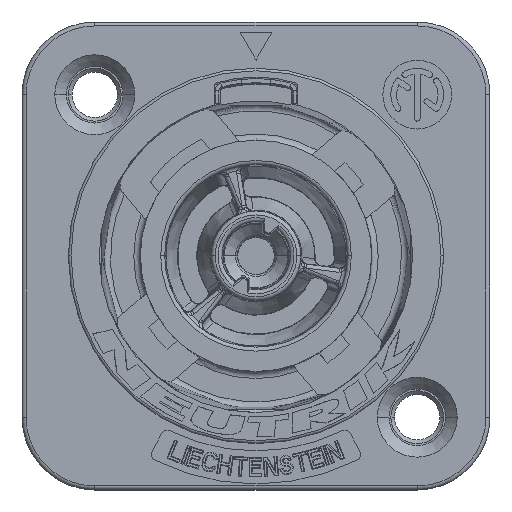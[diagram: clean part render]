
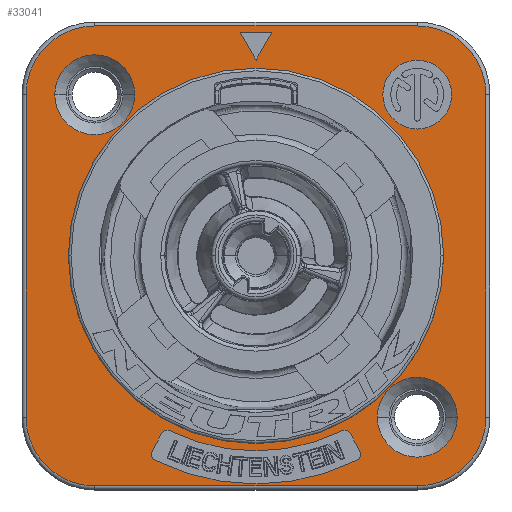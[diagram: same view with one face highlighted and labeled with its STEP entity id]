
A CAD part, top view. The second image highlights one B-rep face of the part: STEP entity #33041.
In plain terms, the highlighted planar face has unit normal (0, 0, 1).
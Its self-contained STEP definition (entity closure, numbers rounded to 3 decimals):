
#3885=CARTESIAN_POINT('',(12.2,-12.2,4.5));
#3886=DIRECTION('',(0.,0.,1.));
#3887=DIRECTION('',(0.,-1.,0.));
#3888=AXIS2_PLACEMENT_3D('',#3885,#3886,#3887);
#3890=DIRECTION('',(1.,0.,0.));
#3891=VECTOR('',#3890,24.4);
#3892=CARTESIAN_POINT('',(-12.2,-17.4,4.5));
#3893=LINE('',#3892,#3891);
#3894=CARTESIAN_POINT('',(-12.2,-12.2,4.5));
#3895=DIRECTION('',(0.,0.,1.));
#3896=DIRECTION('',(-1.,0.,0.));
#3897=AXIS2_PLACEMENT_3D('',#3894,#3895,#3896);
#3899=DIRECTION('',(0.,-1.,0.));
#3900=VECTOR('',#3899,24.4);
#3901=CARTESIAN_POINT('',(-17.4,12.2,4.5));
#3902=LINE('',#3901,#3900);
#3903=CARTESIAN_POINT('',(-12.2,12.2,4.5));
#3904=DIRECTION('',(0.,0.,1.));
#3905=DIRECTION('',(0.,1.,0.));
#3906=AXIS2_PLACEMENT_3D('',#3903,#3904,#3905);
#3908=DIRECTION('',(-1.,0.,0.));
#3909=VECTOR('',#3908,24.4);
#3910=CARTESIAN_POINT('',(12.2,17.4,4.5));
#3911=LINE('',#3910,#3909);
#3912=CARTESIAN_POINT('',(12.2,12.2,4.5));
#3913=DIRECTION('',(0.,0.,1.));
#3914=DIRECTION('',(1.,0.,0.));
#3915=AXIS2_PLACEMENT_3D('',#3912,#3913,#3914);
#3917=DIRECTION('',(0.,1.,0.));
#3918=VECTOR('',#3917,24.4);
#3919=CARTESIAN_POINT('',(17.4,-12.2,4.5));
#3920=LINE('',#3919,#3918);
#3921=CARTESIAN_POINT('',(0.,0.,4.5));
#3922=DIRECTION('',(0.,0.,-1.));
#3923=DIRECTION('',(-1.,0.,0.));
#3924=AXIS2_PLACEMENT_3D('',#3921,#3922,#3923);
#3926=CARTESIAN_POINT('',(0.,0.,4.5));
#3927=DIRECTION('',(0.,0.,1.));
#3928=DIRECTION('',(-1.,0.,0.));
#3929=AXIS2_PLACEMENT_3D('',#3926,#3927,#3928);
#3931=CARTESIAN_POINT('',(-12.2,12.2,4.5));
#3932=DIRECTION('',(0.,0.,1.));
#3933=DIRECTION('',(1.,0.,0.));
#3934=AXIS2_PLACEMENT_3D('',#3931,#3932,#3933);
#3936=CARTESIAN_POINT('',(-12.2,12.2,4.5));
#3937=DIRECTION('',(0.,0.,1.));
#3938=DIRECTION('',(-1.,0.,0.));
#3939=AXIS2_PLACEMENT_3D('',#3936,#3937,#3938);
#3941=CARTESIAN_POINT('',(12.2,-12.2,4.5));
#3942=DIRECTION('',(0.,0.,1.));
#3943=DIRECTION('',(1.,0.,0.));
#3944=AXIS2_PLACEMENT_3D('',#3941,#3942,#3943);
#3946=CARTESIAN_POINT('',(12.2,-12.2,4.5));
#3947=DIRECTION('',(0.,0.,1.));
#3948=DIRECTION('',(-1.,0.,0.));
#3949=AXIS2_PLACEMENT_3D('',#3946,#3947,#3948);
#3951=DIRECTION('',(0.5,-0.866,0.));
#3952=VECTOR('',#3951,2.4);
#3953=CARTESIAN_POINT('',(-1.2,16.9,4.5));
#3954=LINE('',#3953,#3952);
#3955=DIRECTION('',(0.5,0.866,0.));
#3956=VECTOR('',#3955,2.4);
#3957=CARTESIAN_POINT('',(0.,14.822,4.5));
#3958=LINE('',#3957,#3956);
#3959=DIRECTION('',(-1.,0.,0.));
#3960=VECTOR('',#3959,2.4);
#3961=CARTESIAN_POINT('',(1.2,16.9,4.5));
#3962=LINE('',#3961,#3960);
#3963=DIRECTION('',(-0.469,-0.883,0.));
#3964=VECTOR('',#3963,1.501);
#3965=CARTESIAN_POINT('',(-7.156,-13.458,4.5));
#3966=LINE('',#3965,#3964);
#3967=CARTESIAN_POINT('',(0.,0.,4.5));
#3968=DIRECTION('',(0.,0.,1.));
#3969=DIRECTION('',(-0.443,-0.897,0.));
#3970=AXIS2_PLACEMENT_3D('',#3967,#3968,#3969);
#3972=DIRECTION('',(-0.469,0.883,0.));
#3973=VECTOR('',#3972,1.501);
#3974=CARTESIAN_POINT('',(7.86,-14.783,4.5));
#3975=LINE('',#3974,#3973);
#3976=CARTESIAN_POINT('',(0.,0.,4.5));
#3977=DIRECTION('',(0.,0.,1.));
#3978=DIRECTION('',(-0.44,-0.898,0.));
#3979=AXIS2_PLACEMENT_3D('',#3976,#3977,#3978);
#3981=CARTESIAN_POINT('',(12.2,12.2,4.5));
#3982=DIRECTION('',(0.,0.,1.));
#3983=DIRECTION('',(1.,0.,0.));
#3984=AXIS2_PLACEMENT_3D('',#3981,#3982,#3983);
#3986=CARTESIAN_POINT('',(12.2,12.2,4.5));
#3987=DIRECTION('',(0.,0.,1.));
#3988=DIRECTION('',(-1.,0.,0.));
#3989=AXIS2_PLACEMENT_3D('',#3986,#3987,#3988);
#17117=CARTESIAN_POINT('',(-6.714,-13.692,4.5));
#17118=DIRECTION('',(0.,0.,-1.));
#17119=DIRECTION('',(-0.883,0.469,0.));
#17120=AXIS2_PLACEMENT_3D('',#17117,#17118,#17119);
#17130=CARTESIAN_POINT('',(-7.419,-15.018,4.5));
#17131=DIRECTION('',(0.,0.,-1.));
#17132=DIRECTION('',(-0.443,-0.897,0.));
#17133=AXIS2_PLACEMENT_3D('',#17130,#17131,#17132);
#17143=CARTESIAN_POINT('',(7.419,-15.018,4.5));
#17144=DIRECTION('',(0.,0.,-1.));
#17145=DIRECTION('',(0.883,0.469,0.));
#17146=AXIS2_PLACEMENT_3D('',#17143,#17144,#17145);
#17156=CARTESIAN_POINT('',(6.714,-13.692,4.5));
#17157=DIRECTION('',(0.,0.,-1.));
#17158=DIRECTION('',(-0.44,0.898,0.));
#17159=AXIS2_PLACEMENT_3D('',#17156,#17157,#17158);
#25623=CARTESIAN_POINT('',(-14.2,0.,4.5));
#25624=CARTESIAN_POINT('',(14.2,0.,4.5));
#25625=VERTEX_POINT('',#25623);
#25626=VERTEX_POINT('',#25624);
#25703=CARTESIAN_POINT('',(-9.175,12.2,4.5));
#25704=CARTESIAN_POINT('',(-15.225,12.2,4.5));
#25705=VERTEX_POINT('',#25703);
#25706=VERTEX_POINT('',#25704);
#25707=CARTESIAN_POINT('',(15.225,-12.2,4.5));
#25708=CARTESIAN_POINT('',(9.175,-12.2,4.5));
#25709=VERTEX_POINT('',#25707);
#25710=VERTEX_POINT('',#25708);
#26036=CARTESIAN_POINT('',(12.2,-17.4,4.5));
#26037=CARTESIAN_POINT('',(17.4,-12.2,4.5));
#26038=VERTEX_POINT('',#26036);
#26039=VERTEX_POINT('',#26037);
#26044=CARTESIAN_POINT('',(17.4,12.2,4.5));
#26045=VERTEX_POINT('',#26044);
#26048=CARTESIAN_POINT('',(12.2,17.4,4.5));
#26049=VERTEX_POINT('',#26048);
#26052=CARTESIAN_POINT('',(-12.2,17.4,4.5));
#26053=VERTEX_POINT('',#26052);
#26056=CARTESIAN_POINT('',(-17.4,12.2,4.5));
#26057=VERTEX_POINT('',#26056);
#26060=CARTESIAN_POINT('',(-17.4,-12.2,4.5));
#26061=VERTEX_POINT('',#26060);
#26064=CARTESIAN_POINT('',(-12.2,-17.4,4.5));
#26065=VERTEX_POINT('',#26064);
#26594=CARTESIAN_POINT('',(-1.2,16.9,4.5));
#26595=CARTESIAN_POINT('',(0.,14.822,4.5));
#26596=VERTEX_POINT('',#26594);
#26597=VERTEX_POINT('',#26595);
#26598=CARTESIAN_POINT('',(1.2,16.9,4.5));
#26599=VERTEX_POINT('',#26598);
#26604=CARTESIAN_POINT('',(-7.156,-13.458,4.5));
#26605=VERTEX_POINT('',#26604);
#26606=CARTESIAN_POINT('',(-6.494,-13.244,4.5));
#26607=VERTEX_POINT('',#26606);
#26612=CARTESIAN_POINT('',(-7.64,-15.466,4.5));
#26613=VERTEX_POINT('',#26612);
#26614=CARTESIAN_POINT('',(-7.86,-14.783,4.5));
#26615=VERTEX_POINT('',#26614);
#26620=CARTESIAN_POINT('',(6.494,-13.244,4.5));
#26621=VERTEX_POINT('',#26620);
#26622=CARTESIAN_POINT('',(7.156,-13.458,4.5));
#26623=VERTEX_POINT('',#26622);
#26628=CARTESIAN_POINT('',(7.86,-14.783,4.5));
#26629=VERTEX_POINT('',#26628);
#26630=CARTESIAN_POINT('',(7.64,-15.466,4.5));
#26631=VERTEX_POINT('',#26630);
#27622=CARTESIAN_POINT('',(14.8,12.2,4.5));
#27623=CARTESIAN_POINT('',(9.6,12.2,4.5));
#27624=VERTEX_POINT('',#27622);
#27625=VERTEX_POINT('',#27623);
#32970=CARTESIAN_POINT('',(0.,0.,4.5));
#32971=DIRECTION('',(0.,0.,-1.));
#32972=DIRECTION('',(-1.,0.,0.));
#32973=AXIS2_PLACEMENT_3D('',#32970,#32971,#32972);
#32974=PLANE('',#32973);
#32976=ORIENTED_EDGE('',*,*,#32975,.F.);
#32978=ORIENTED_EDGE('',*,*,#32977,.F.);
#32980=ORIENTED_EDGE('',*,*,#32979,.F.);
#32982=ORIENTED_EDGE('',*,*,#32981,.F.);
#32984=ORIENTED_EDGE('',*,*,#32983,.F.);
#32986=ORIENTED_EDGE('',*,*,#32985,.F.);
#32988=ORIENTED_EDGE('',*,*,#32987,.F.);
#32990=ORIENTED_EDGE('',*,*,#32989,.F.);
#32991=EDGE_LOOP('',(#32976,#32978,#32980,#32982,#32984,#32986,#32988,#32990));
#32992=FACE_OUTER_BOUND('',#32991,.F.);
#32994=ORIENTED_EDGE('',*,*,#32993,.F.);
#32996=ORIENTED_EDGE('',*,*,#32995,.T.);
#32997=EDGE_LOOP('',(#32994,#32996));
#32998=FACE_BOUND('',#32997,.F.);
#32999=ORIENTED_EDGE('',*,*,#32964,.T.);
#33000=ORIENTED_EDGE('',*,*,#32950,.T.);
#33001=EDGE_LOOP('',(#32999,#33000));
#33002=FACE_BOUND('',#33001,.F.);
#33004=ORIENTED_EDGE('',*,*,#33003,.T.);
#33006=ORIENTED_EDGE('',*,*,#33005,.T.);
#33007=EDGE_LOOP('',(#33004,#33006));
#33008=FACE_BOUND('',#33007,.F.);
#33010=ORIENTED_EDGE('',*,*,#33009,.T.);
#33012=ORIENTED_EDGE('',*,*,#33011,.T.);
#33014=ORIENTED_EDGE('',*,*,#33013,.T.);
#33015=EDGE_LOOP('',(#33010,#33012,#33014));
#33016=FACE_BOUND('',#33015,.F.);
#33018=ORIENTED_EDGE('',*,*,#33017,.T.);
#33020=ORIENTED_EDGE('',*,*,#33019,.F.);
#33022=ORIENTED_EDGE('',*,*,#33021,.T.);
#33024=ORIENTED_EDGE('',*,*,#33023,.F.);
#33026=ORIENTED_EDGE('',*,*,#33025,.T.);
#33028=ORIENTED_EDGE('',*,*,#33027,.F.);
#33030=ORIENTED_EDGE('',*,*,#33029,.F.);
#33032=ORIENTED_EDGE('',*,*,#33031,.F.);
#33033=EDGE_LOOP('',(#33018,#33020,#33022,#33024,#33026,#33028,#33030,#33032));
#33034=FACE_BOUND('',#33033,.F.);
#33036=ORIENTED_EDGE('',*,*,#33035,.T.);
#33038=ORIENTED_EDGE('',*,*,#33037,.T.);
#33039=EDGE_LOOP('',(#33036,#33038));
#33040=FACE_BOUND('',#33039,.F.);
#33041=ADVANCED_FACE('',(#32992,#32998,#33002,#33008,#33016,#33034,#33040),
#32974,.F.);
#3889=CIRCLE('',#3888,5.2);
#3898=CIRCLE('',#3897,5.2);
#3907=CIRCLE('',#3906,5.2);
#3916=CIRCLE('',#3915,5.2);
#3925=CIRCLE('',#3924,14.2);
#3930=CIRCLE('',#3929,14.2);
#3935=CIRCLE('',#3934,3.025);
#3940=CIRCLE('',#3939,3.025);
#3945=CIRCLE('',#3944,3.025);
#3950=CIRCLE('',#3949,3.025);
#3971=CIRCLE('',#3970,17.25);
#3980=CIRCLE('',#3979,14.75);
#3985=CIRCLE('',#3984,2.6);
#3990=CIRCLE('',#3989,2.6);
#17121=CIRCLE('',#17120,0.5);
#17134=CIRCLE('',#17133,0.5);
#17147=CIRCLE('',#17146,0.5);
#17160=CIRCLE('',#17159,0.5);
#32950=EDGE_CURVE('',#25706,#25705,#3940,.T.);
#32964=EDGE_CURVE('',#25705,#25706,#3935,.T.);
#32975=EDGE_CURVE('',#26038,#26039,#3889,.T.);
#32977=EDGE_CURVE('',#26065,#26038,#3893,.T.);
#32979=EDGE_CURVE('',#26061,#26065,#3898,.T.);
#32981=EDGE_CURVE('',#26057,#26061,#3902,.T.);
#32983=EDGE_CURVE('',#26053,#26057,#3907,.T.);
#32985=EDGE_CURVE('',#26049,#26053,#3911,.T.);
#32987=EDGE_CURVE('',#26045,#26049,#3916,.T.);
#32989=EDGE_CURVE('',#26039,#26045,#3920,.T.);
#32993=EDGE_CURVE('',#25625,#25626,#3925,.T.);
#32995=EDGE_CURVE('',#25625,#25626,#3930,.T.);
#33003=EDGE_CURVE('',#25709,#25710,#3945,.T.);
#33005=EDGE_CURVE('',#25710,#25709,#3950,.T.);
#33009=EDGE_CURVE('',#26596,#26597,#3954,.T.);
#33011=EDGE_CURVE('',#26597,#26599,#3958,.T.);
#33013=EDGE_CURVE('',#26599,#26596,#3962,.T.);
#33017=EDGE_CURVE('',#26605,#26615,#3966,.T.);
#33019=EDGE_CURVE('',#26613,#26615,#17134,.T.);
#33021=EDGE_CURVE('',#26613,#26631,#3971,.T.);
#33023=EDGE_CURVE('',#26629,#26631,#17147,.T.);
#33025=EDGE_CURVE('',#26629,#26623,#3975,.T.);
#33027=EDGE_CURVE('',#26621,#26623,#17160,.T.);
#33029=EDGE_CURVE('',#26607,#26621,#3980,.T.);
#33031=EDGE_CURVE('',#26605,#26607,#17121,.T.);
#33035=EDGE_CURVE('',#27624,#27625,#3985,.T.);
#33037=EDGE_CURVE('',#27625,#27624,#3990,.T.);
